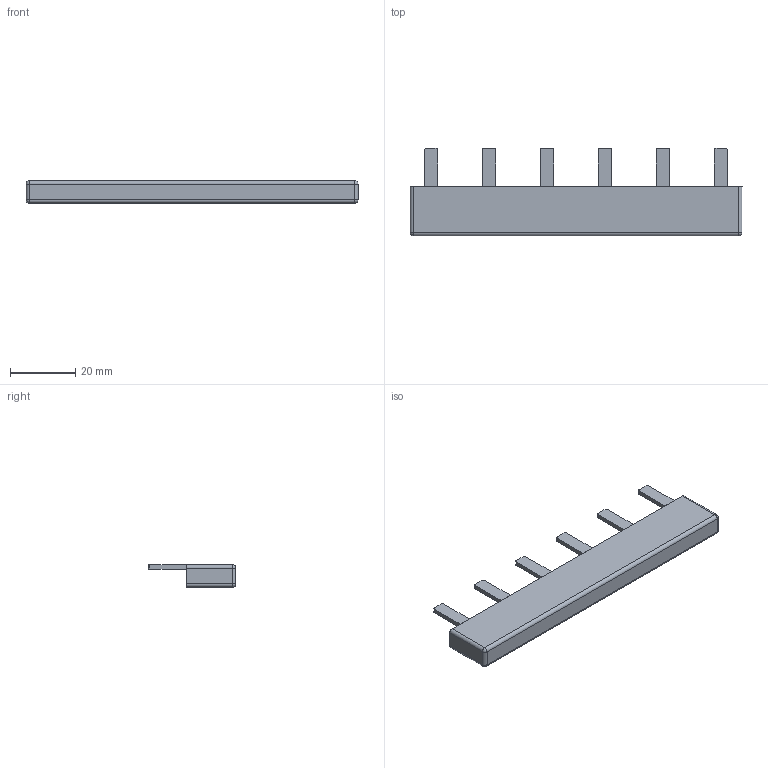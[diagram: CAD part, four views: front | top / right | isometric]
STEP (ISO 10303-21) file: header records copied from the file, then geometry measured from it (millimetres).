
FILE_DESCRIPTION(('STEP AP214'),'1');
FILE_NAME('cctmp_D80FDD98-D498-476E-A44A-17761E40EBF8_2025_10_07_15_52_18_0678..stp','2025-10-07T13:52:18',('SIEMENS A&D'),('CADClick - www.CADClick.com'),'Spatial InterOp 3D',' ','unknown authorization');
FILE_SCHEMA(('AUTOMOTIVE_DESIGN'));
Length unit declared in the file: millimetre
Products named in the file (8): cc_unnamed; 2025_10_07_15_52_18_0662; 2025_10_07_15_52_18_0631; 2025_10_07_15_52_18_0599; 2025_10_07_15_52_18_0567; 2025_10_07_15_52_18_0536; 2025_10_07_15_52_18_0504; 2025_10_07_15_52_18_0472
Assembly tree (7 placements, depth 2):
  cc_unnamed
    2025_10_07_15_52_18_0662
    2025_10_07_15_52_18_0631
    2025_10_07_15_52_18_0599
    2025_10_07_15_52_18_0567
    2025_10_07_15_52_18_0536
    2025_10_07_15_52_18_0504
    2025_10_07_15_52_18_0472
Bounding box: 102 x 26.9 x 6.9 mm (x, y, z)
Volume: 11002.8 mm3; surface area: 5399 mm2
Topology: 7 solids, 7 shells, 66 faces, 148 edges, 92 vertices
Faces by surface type: plane 42, cylinder 20, sphere 4
Entity records: 2545 total; most frequent: DIRECTION 332, CARTESIAN_POINT 310, ORIENTED_EDGE 288, EDGE_CURVE 144, AXIS2_PLACEMENT_3D 114, LINE 104, VECTOR 104, VERTEX_POINT 92
